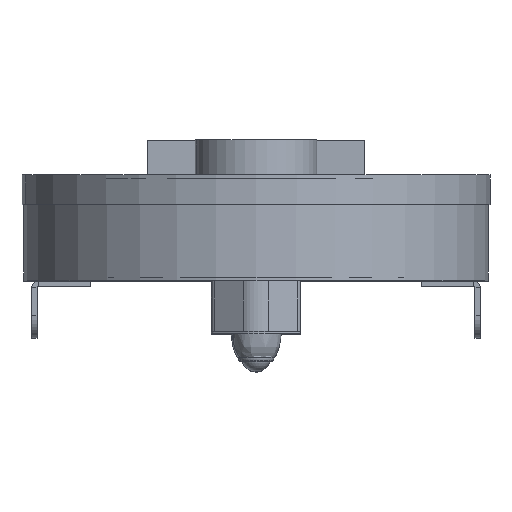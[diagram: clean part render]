
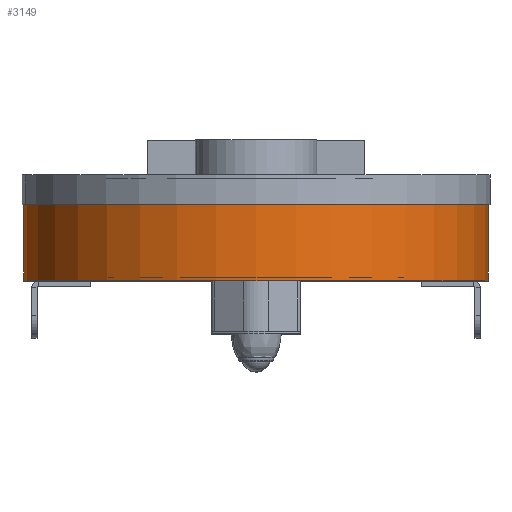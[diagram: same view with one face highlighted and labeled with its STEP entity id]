
A CAD part, top view. The second image highlights one B-rep face of the part: STEP entity #3149.
In plain terms, the highlighted cylindrical face has radius 133.5 mm (diameter 267 mm), a partial arc.
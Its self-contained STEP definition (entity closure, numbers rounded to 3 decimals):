
#15 = CARTESIAN_POINT ( 'NONE',  ( 133.5, 0., 0. ) ) ;
#232 = DIRECTION ( 'NONE',  ( 1., 0., 0. ) ) ;
#340 = DIRECTION ( 'NONE',  ( 0., 1., 0. ) ) ;
#407 = VERTEX_POINT ( 'NONE', #5354 ) ;
#460 = AXIS2_PLACEMENT_3D ( 'NONE', #1248, #5169, #2302 ) ;
#907 = VECTOR ( 'NONE', #340, 1000. ) ;
#1152 = EDGE_CURVE ( 'NONE', #407, #4475, #6651, .T. ) ;
#1169 = ORIENTED_EDGE ( 'NONE', *, *, #6613, .T. ) ;
#1248 = CARTESIAN_POINT ( 'NONE',  ( 0., 59., 0. ) ) ;
#1418 = FACE_OUTER_BOUND ( 'NONE', #3896, .T. ) ;
#1558 = ORIENTED_EDGE ( 'NONE', *, *, #7035, .F. ) ;
#2028 = CARTESIAN_POINT ( 'NONE',  ( -133.5, 0., 0. ) ) ;
#2227 = AXIS2_PLACEMENT_3D ( 'NONE', #6267, #6369, #2967 ) ;
#2302 = DIRECTION ( 'NONE',  ( 1., 0., 0. ) ) ;
#2755 = VERTEX_POINT ( 'NONE', #3947 ) ;
#2886 = CYLINDRICAL_SURFACE ( 'NONE', #2227, 133.5 ) ;
#2958 = CIRCLE ( 'NONE', #3116, 133.5 ) ;
#2967 = DIRECTION ( 'NONE',  ( 1., 0., 0. ) ) ;
#3010 = CARTESIAN_POINT ( 'NONE',  ( 0., 0., 0. ) ) ;
#3116 = AXIS2_PLACEMENT_3D ( 'NONE', #3010, #6336, #232 ) ;
#3149 = ADVANCED_FACE ( 'NONE', ( #1418 ), #2886, .T. ) ;
#3652 = ORIENTED_EDGE ( 'NONE', *, *, #6632, .T. ) ;
#3896 = EDGE_LOOP ( 'NONE', ( #6366, #1169, #3652, #1558 ) ) ;
#3922 = VECTOR ( 'NONE', #5274, 1000. ) ;
#3947 = CARTESIAN_POINT ( 'NONE',  ( 133.5, 59., 0. ) ) ;
#4475 = VERTEX_POINT ( 'NONE', #6160 ) ;
#5169 = DIRECTION ( 'NONE',  ( 0., 1., 0. ) ) ;
#5274 = DIRECTION ( 'NONE',  ( 0., 1., 0. ) ) ;
#5354 = CARTESIAN_POINT ( 'NONE',  ( -133.5, 0., 0. ) ) ;
#5656 = CIRCLE ( 'NONE', #460, 133.5 ) ;
#5803 = VERTEX_POINT ( 'NONE', #15 ) ;
#6083 = LINE ( 'NONE', #6364, #3922 ) ;
#6160 = CARTESIAN_POINT ( 'NONE',  ( -133.5, 59., 0. ) ) ;
#6267 = CARTESIAN_POINT ( 'NONE',  ( 0., 0., 0. ) ) ;
#6336 = DIRECTION ( 'NONE',  ( 0., 1., 0. ) ) ;
#6364 = CARTESIAN_POINT ( 'NONE',  ( 133.5, 0., 0. ) ) ;
#6366 = ORIENTED_EDGE ( 'NONE', *, *, #1152, .F. ) ;
#6369 = DIRECTION ( 'NONE',  ( 0., 1., 0. ) ) ;
#6613 = EDGE_CURVE ( 'NONE', #407, #5803, #2958, .T. ) ;
#6632 = EDGE_CURVE ( 'NONE', #5803, #2755, #6083, .T. ) ;
#6651 = LINE ( 'NONE', #2028, #907 ) ;
#7035 = EDGE_CURVE ( 'NONE', #4475, #2755, #5656, .T. ) ;
